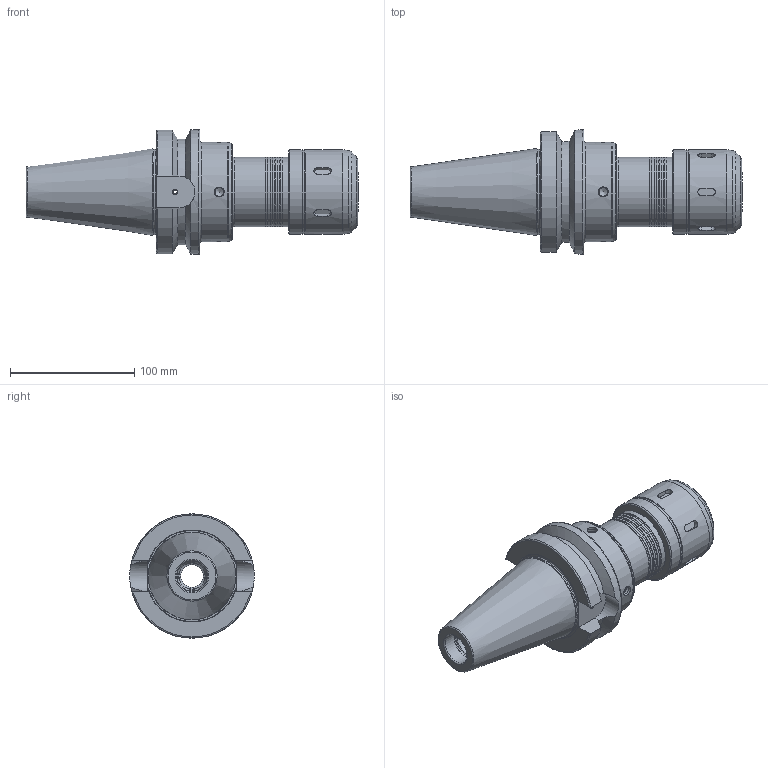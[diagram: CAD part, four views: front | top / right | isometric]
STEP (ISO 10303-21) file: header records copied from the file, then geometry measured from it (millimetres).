
FILE_DESCRIPTION((''),'2;1');
FILE_NAME('295040532165-3D.stp','2020-06-08T19:34:07',('nttooll'),(''),'Autodesk Inventor 2012','Autodesk Inventor 2012','');
FILE_SCHEMA(('AUTOMOTIVE_DESIGN { 1 0 10303 214 1 1 1 1 }'));
Length unit declared in the file: millimetre
Products named in the file (1): 295040532165-3D
Bounding box: 266.8 x 100 x 100 mm (x, y, z)
Volume: 773755.7 mm3; surface area: 97727.4 mm2
Topology: 1 solids, 1 shells, 156 faces, 343 edges, 212 vertices
Faces by surface type: cylinder 59, plane 47, cone 35, torus 15
Full cylindrical faces by diameter (mm): 3.4 x2, 4 x2, 6.928 x4, 8 x4, 12 x4, 18 x1, 21 x1, 21.3 x1, 24 x1, 25 x1, 25.4 x1, 32 x1, 32.5 x1, 55.6 x4, 56 x5, 67 x1, 68 x2, 68.9 x1, 76 x1, 80 x2, 100 x1
Entity records: 4158 total; most frequent: CARTESIAN_POINT 1109, DIRECTION 646, ORIENTED_EDGE 486, AXIS2_PLACEMENT_3D 286, EDGE_LOOP 270, EDGE_CURVE 243, VERTEX_POINT 197, FACE_OUTER_BOUND 156
